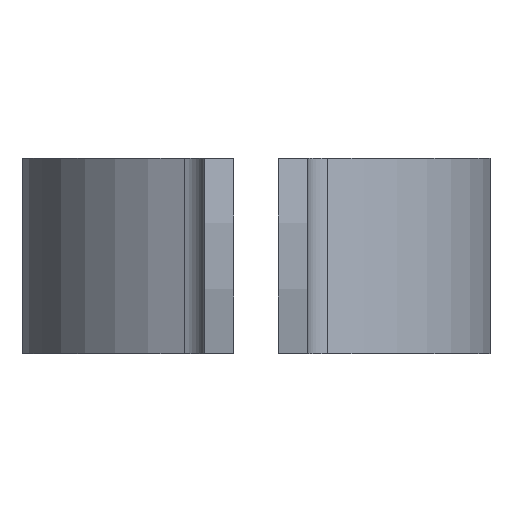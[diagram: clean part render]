
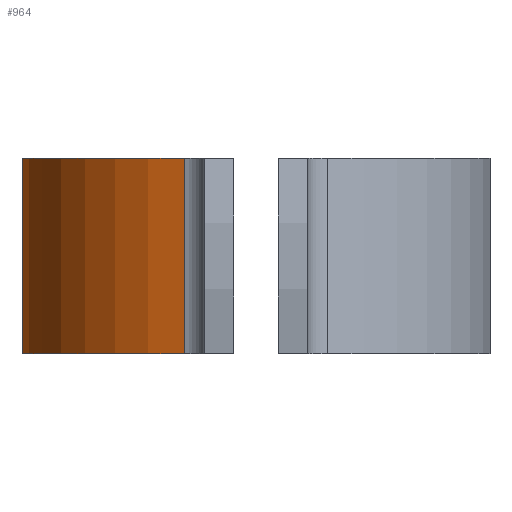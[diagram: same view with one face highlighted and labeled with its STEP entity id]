
A CAD part, left-side view. The second image highlights one B-rep face of the part: STEP entity #964.
In plain terms, the highlighted cylindrical face has radius 48 mm (diameter 96 mm), a partial arc.
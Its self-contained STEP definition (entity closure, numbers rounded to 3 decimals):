
#39 = DIRECTION ( 'NONE',  ( -1., 0., 0. ) ) ;
#83 = CARTESIAN_POINT ( 'NONE',  ( 0., 0., 0. ) ) ;
#96 = EDGE_CURVE ( 'NONE', #440, #104, #418, .T. ) ;
#104 = VERTEX_POINT ( 'NONE', #854 ) ;
#109 = CIRCLE ( 'NONE', #394, 48. ) ;
#183 = DIRECTION ( 'NONE',  ( 0., 0., 1. ) ) ;
#215 = ORIENTED_EDGE ( 'NONE', *, *, #96, .F. ) ;
#299 = VECTOR ( 'NONE', #1190, 1000. ) ;
#345 = CARTESIAN_POINT ( 'NONE',  ( -45.704, 14.667, -40. ) ) ;
#353 = VECTOR ( 'NONE', #877, 1000. ) ;
#360 = VERTEX_POINT ( 'NONE', #1059 ) ;
#394 = AXIS2_PLACEMENT_3D ( 'NONE', #1073, #896, #39 ) ;
#403 = CARTESIAN_POINT ( 'NONE',  ( 45.704, 14.667, -40. ) ) ;
#418 = LINE ( 'NONE', #424, #299 ) ;
#424 = CARTESIAN_POINT ( 'NONE',  ( 45.704, 14.667, -40. ) ) ;
#440 = VERTEX_POINT ( 'NONE', #403 ) ;
#445 = ORIENTED_EDGE ( 'NONE', *, *, #529, .F. ) ;
#529 = EDGE_CURVE ( 'NONE', #104, #360, #701, .T. ) ;
#566 = EDGE_LOOP ( 'NONE', ( #445, #215, #1167, #1085 ) ) ;
#604 = EDGE_CURVE ( 'NONE', #945, #360, #1238, .T. ) ;
#632 = AXIS2_PLACEMENT_3D ( 'NONE', #666, #1056, #1160 ) ;
#666 = CARTESIAN_POINT ( 'NONE',  ( 0., 0., -40. ) ) ;
#701 = CIRCLE ( 'NONE', #1202, 48. ) ;
#854 = CARTESIAN_POINT ( 'NONE',  ( 45.704, 14.667, 0. ) ) ;
#877 = DIRECTION ( 'NONE',  ( 0., 0., 1. ) ) ;
#896 = DIRECTION ( 'NONE',  ( 0., 0., 1. ) ) ;
#945 = VERTEX_POINT ( 'NONE', #345 ) ;
#964 = ADVANCED_FACE ( 'NONE', ( #977 ), #1132, .T. ) ;
#976 = CARTESIAN_POINT ( 'NONE',  ( -45.704, 14.667, -40. ) ) ;
#977 = FACE_OUTER_BOUND ( 'NONE', #566, .T. ) ;
#1056 = DIRECTION ( 'NONE',  ( 0., 0., 1. ) ) ;
#1059 = CARTESIAN_POINT ( 'NONE',  ( -45.704, 14.667, 0. ) ) ;
#1073 = CARTESIAN_POINT ( 'NONE',  ( 0., 0., -40. ) ) ;
#1085 = ORIENTED_EDGE ( 'NONE', *, *, #604, .T. ) ;
#1132 = CYLINDRICAL_SURFACE ( 'NONE', #632, 48. ) ;
#1137 = DIRECTION ( 'NONE',  ( -1., 0., 0. ) ) ;
#1160 = DIRECTION ( 'NONE',  ( 1., 0., 0. ) ) ;
#1167 = ORIENTED_EDGE ( 'NONE', *, *, #1175, .T. ) ;
#1175 = EDGE_CURVE ( 'NONE', #440, #945, #109, .T. ) ;
#1190 = DIRECTION ( 'NONE',  ( 0., 0., 1. ) ) ;
#1202 = AXIS2_PLACEMENT_3D ( 'NONE', #83, #183, #1137 ) ;
#1238 = LINE ( 'NONE', #976, #353 ) ;
